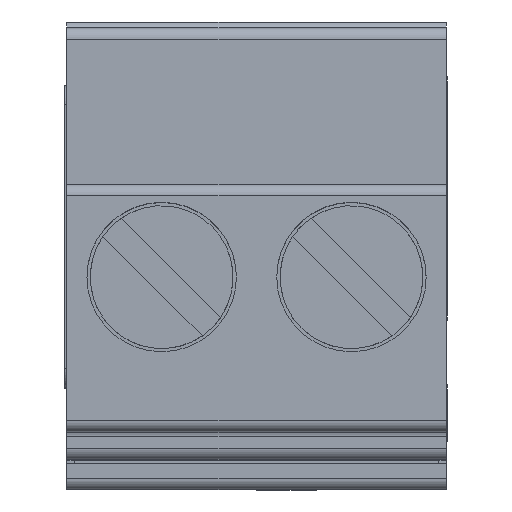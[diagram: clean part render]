
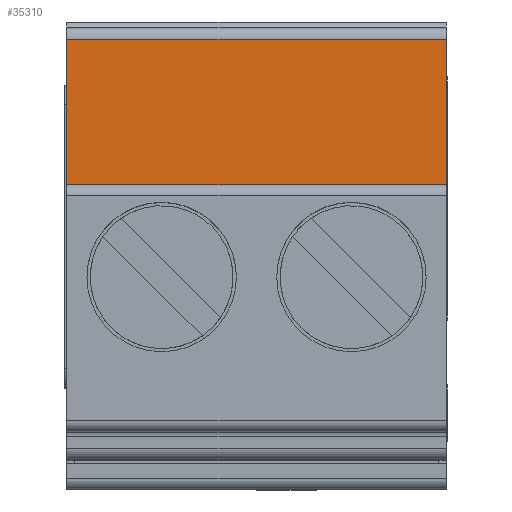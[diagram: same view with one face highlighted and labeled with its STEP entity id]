
A CAD part, top view. The second image highlights one B-rep face of the part: STEP entity #35310.
In plain terms, the highlighted face is planar.
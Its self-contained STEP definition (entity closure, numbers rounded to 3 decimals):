
#14740=CARTESIAN_POINT('',(-45.631,34.743,
10.195));
#14750=VERTEX_POINT('',#14740);
#14780=CARTESIAN_POINT('',(-45.631,34.743,
19.95));
#14790=DIRECTION('',(0.,0.,-1.));
#14800=VECTOR('',#14790,1.);
#14810=LINE('',#14780,#14800);
#14820=CARTESIAN_POINT('',(-45.631,34.743,
0.035));
#14830=VERTEX_POINT('',#14820);
#14840=EDGE_CURVE('',#14750,#14830,#14810,.T.);
#17900=CARTESIAN_POINT('',(-45.631,38.643,
10.195));
#17910=VERTEX_POINT('',#17900);
#18080=CARTESIAN_POINT('',(-45.631,38.643,
0.035));
#18090=VERTEX_POINT('',#18080);
#18120=CARTESIAN_POINT('',(-45.631,38.643,
19.95));
#18130=DIRECTION('',(0.,0.,-1.));
#18140=VECTOR('',#18130,1.);
#18150=LINE('',#18120,#18140);
#18160=EDGE_CURVE('',#17910,#18090,#18150,.T.);
#30110=CARTESIAN_POINT('',(-45.631,34.743,
0.035));
#30120=DIRECTION('',(0.,1.,0.));
#30130=VECTOR('',#30120,1.);
#30140=LINE('',#30110,#30130);
#30150=EDGE_CURVE('',#14830,#18090,#30140,.T.);
#35150=CARTESIAN_POINT('',(-45.631,34.743,
24.95));
#35160=DIRECTION('',(1.,0.,0.));
#35170=DIRECTION('',(0.,-1.,0.));
#35180=AXIS2_PLACEMENT_3D('',#35150,#35160,#35170);
#35190=PLANE('',#35180);
#35200=CARTESIAN_POINT('',(-45.631,34.743,
10.195));
#35210=DIRECTION('',(0.,1.,0.));
#35220=VECTOR('',#35210,1.);
#35230=LINE('',#35200,#35220);
#35240=EDGE_CURVE('',#14750,#17910,#35230,.T.);
#35250=ORIENTED_EDGE('',*,*,#35240,.F.);
#35260=ORIENTED_EDGE('',*,*,#18160,.F.);
#35270=ORIENTED_EDGE('',*,*,#30150,.T.);
#35280=ORIENTED_EDGE('',*,*,#14840,.T.);
#35290=EDGE_LOOP('',(#35280,#35270,#35260,#35250));
#35300=FACE_OUTER_BOUND('',#35290,.T.);
#35310=ADVANCED_FACE('',(#35300),#35190,.T.);
